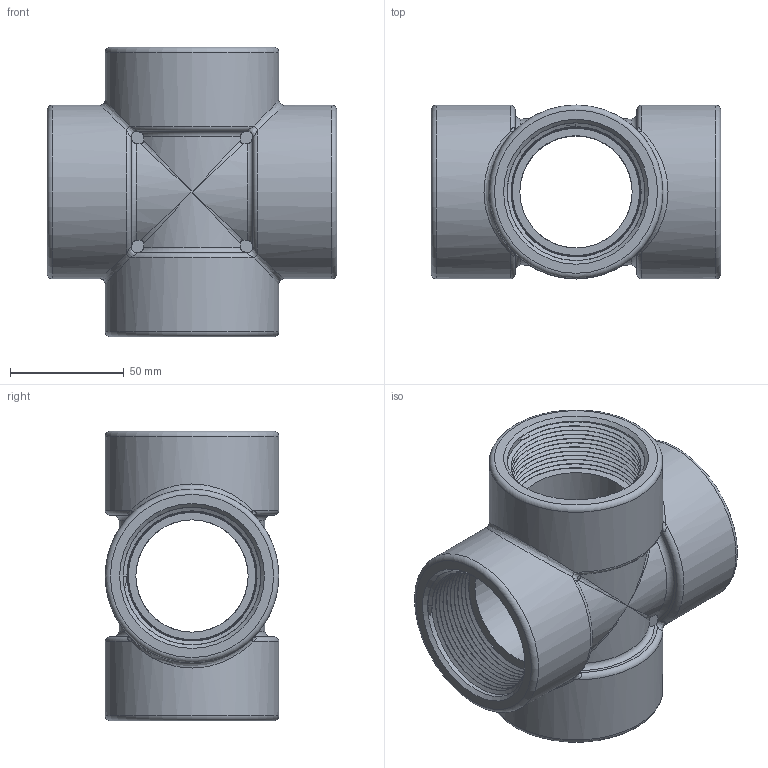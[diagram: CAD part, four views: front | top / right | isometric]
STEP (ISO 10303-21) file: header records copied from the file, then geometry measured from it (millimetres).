
FILE_DESCRIPTION(/* description */ ('2" POLY PIPE CROSS'),/* implementation_level */ '2;1');
FILE_NAME(/* name */ 'CR200.stp',/* time_stamp */ '2013-11-01T14:49:36-04:00',/* author */ ('DTruax'),/* organization */ (''),/* preprocessor_version */ 'ST-DEVELOPER v15.2',/* originating_system */ 'Autodesk Inventor 2014',/* authorisation */ '');
FILE_SCHEMA (('AUTOMOTIVE_DESIGN { 1 0 10303 214 3 1 1 }'));
Length unit declared in the file: inch
Products named in the file (1): CR200
Bounding box: 127 x 76.2 x 127 mm (x, y, z)
Volume: 342995.6 mm3; surface area: 93507.6 mm2
Topology: 1 solids, 1 shells, 573 faces, 1598 edges, 1044 vertices
Faces by surface type: bspline 231, plane 183, cylinder 83, cone 56, torus 20
Full cylindrical faces by diameter (mm): 49.276 x4, 76.2 x4
Entity records: 31973 total; most frequent: CARTESIAN_POINT 19951, ORIENTED_EDGE 2904, DIRECTION 1828, EDGE_CURVE 1452, VERTEX_POINT 964, AXIS2_PLACEMENT_3D 661, B_SPLINE_CURVE_WITH_KNOTS 588, EDGE_LOOP 582
